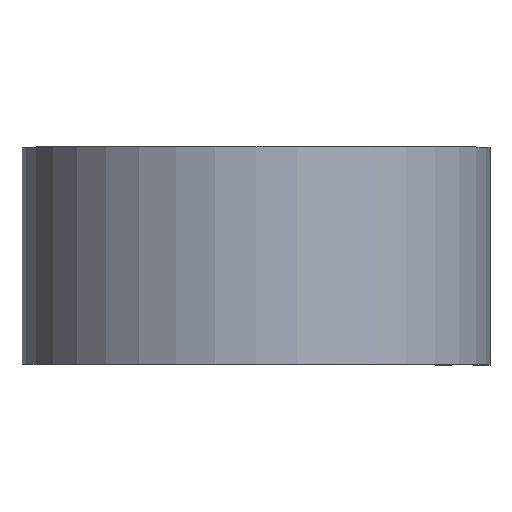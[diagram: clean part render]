
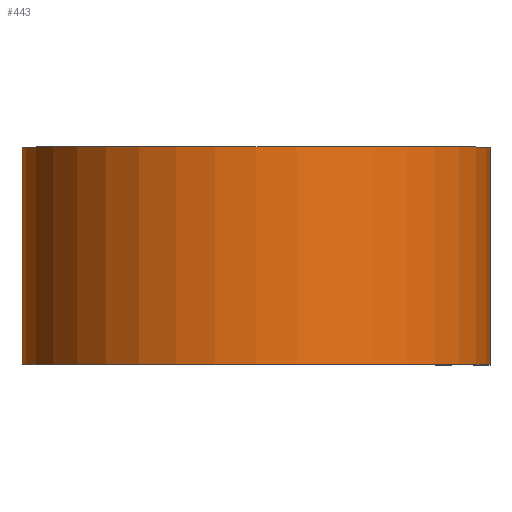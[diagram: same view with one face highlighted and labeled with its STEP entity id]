
A CAD part, top view. The second image highlights one B-rep face of the part: STEP entity #443.
In plain terms, the highlighted cylindrical face has radius 17.094 mm (diameter 34.188 mm), a partial arc.
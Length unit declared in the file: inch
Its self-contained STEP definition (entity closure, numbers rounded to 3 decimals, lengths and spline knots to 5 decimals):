
#10 = ORIENTED_EDGE ( 'NONE', *, *, #130, .T. ) ;
#48 = DIRECTION ( 'NONE',  ( 1., 0., 0. ) ) ;
#65 = CARTESIAN_POINT ( 'NONE',  ( 0., 0.3125, 0. ) ) ;
#130 = EDGE_CURVE ( 'NONE', #507, #395, #664, .T. ) ;
#175 = DIRECTION ( 'NONE',  ( 0., -1., 0. ) ) ;
#177 = AXIS2_PLACEMENT_3D ( 'NONE', #65, #182, #48 ) ;
#178 = VECTOR ( 'NONE', #175, 39.37008 ) ;
#182 = DIRECTION ( 'NONE',  ( 0., 1., 0. ) ) ;
#198 = CIRCLE ( 'NONE', #177, 0.673 ) ;
#207 = VERTEX_POINT ( 'NONE', #617 ) ;
#222 = DIRECTION ( 'NONE',  ( 0., 0., -1. ) ) ;
#224 = CARTESIAN_POINT ( 'NONE',  ( 0., 0.3125, 0. ) ) ;
#227 = CYLINDRICAL_SURFACE ( 'NONE', #632, 0.673 ) ;
#243 = CARTESIAN_POINT ( 'NONE',  ( 0., 0.3125, -0.673 ) ) ;
#255 = AXIS2_PLACEMENT_3D ( 'NONE', #282, #278, #492 ) ;
#278 = DIRECTION ( 'NONE',  ( 0., 1., 0. ) ) ;
#282 = CARTESIAN_POINT ( 'NONE',  ( 0., -0.3125, 0. ) ) ;
#308 = CARTESIAN_POINT ( 'NONE',  ( 0., -0.3125, -0.673 ) ) ;
#327 = EDGE_CURVE ( 'NONE', #551, #207, #198, .T. ) ;
#339 = EDGE_CURVE ( 'NONE', #551, #507, #669, .T. ) ;
#371 = FACE_OUTER_BOUND ( 'NONE', #587, .T. ) ;
#395 = VERTEX_POINT ( 'NONE', #689 ) ;
#406 = ORIENTED_EDGE ( 'NONE', *, *, #327, .F. ) ;
#443 = ADVANCED_FACE ( 'NONE', ( #371 ), #227, .T. ) ;
#469 = ORIENTED_EDGE ( 'NONE', *, *, #339, .T. ) ;
#492 = DIRECTION ( 'NONE',  ( 1., 0., 0. ) ) ;
#507 = VERTEX_POINT ( 'NONE', #308 ) ;
#513 = LINE ( 'NONE', #648, #708 ) ;
#525 = EDGE_CURVE ( 'NONE', #207, #395, #513, .T. ) ;
#551 = VERTEX_POINT ( 'NONE', #559 ) ;
#559 = CARTESIAN_POINT ( 'NONE',  ( 0., 0.3125, -0.673 ) ) ;
#564 = DIRECTION ( 'NONE',  ( 0., -1., 0. ) ) ;
#587 = EDGE_LOOP ( 'NONE', ( #10, #679, #406, #469 ) ) ;
#617 = CARTESIAN_POINT ( 'NONE',  ( 0.673, 0.3125, 0. ) ) ;
#631 = DIRECTION ( 'NONE',  ( 0., -1., 0. ) ) ;
#632 = AXIS2_PLACEMENT_3D ( 'NONE', #224, #631, #222 ) ;
#648 = CARTESIAN_POINT ( 'NONE',  ( 0.673, 0.3125, 0. ) ) ;
#664 = CIRCLE ( 'NONE', #255, 0.673 ) ;
#669 = LINE ( 'NONE', #243, #178 ) ;
#679 = ORIENTED_EDGE ( 'NONE', *, *, #525, .F. ) ;
#689 = CARTESIAN_POINT ( 'NONE',  ( 0.673, -0.3125, 0. ) ) ;
#708 = VECTOR ( 'NONE', #564, 39.37008 ) ;
